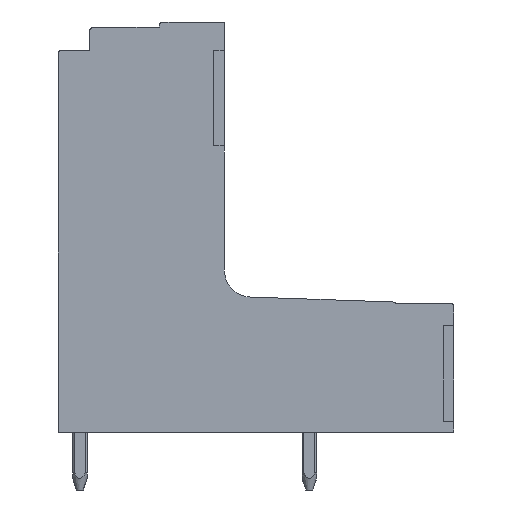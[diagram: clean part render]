
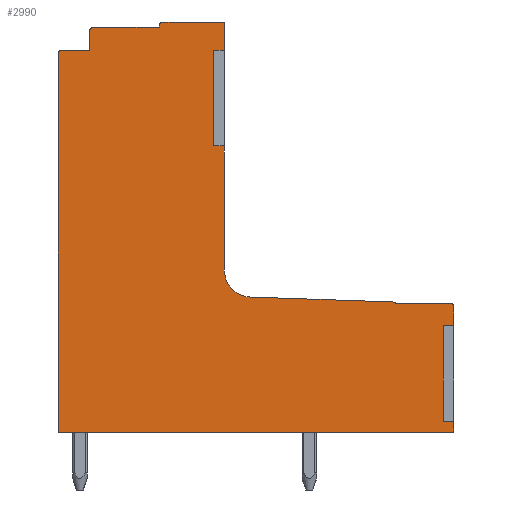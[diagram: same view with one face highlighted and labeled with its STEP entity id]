
A CAD part, left-side view. The second image highlights one B-rep face of the part: STEP entity #2990.
In plain terms, the highlighted planar face has unit normal (-1, 0, 0).
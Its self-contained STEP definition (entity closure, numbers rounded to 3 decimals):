
#2832=AXIS2_PLACEMENT_3D('Circle Axis2P3D',#2830,#2831,$) ;
#2845=AXIS2_PLACEMENT_3D('Plane Axis2P3D',#2842,#2843,#2844) ;
#2856=AXIS2_PLACEMENT_3D('Circle Axis2P3D',#2854,#2855,$) ;
#2870=AXIS2_PLACEMENT_3D('Circle Axis2P3D',#2868,#2869,$) ;
#2884=AXIS2_PLACEMENT_3D('Circle Axis2P3D',#2882,#2883,$) ;
#2896=AXIS2_PLACEMENT_3D('Circle Axis2P3D',#2894,#2895,$) ;
#2917=AXIS2_PLACEMENT_3D('Circle Axis2P3D',#2915,#2916,$) ;
#2938=AXIS2_PLACEMENT_3D('Circle Axis2P3D',#2936,#2937,$) ;
#36=CARTESIAN_POINT('Line Origine',(0.3,0.3,9.1)) ;
#40=CARTESIAN_POINT('Vertex',(0.3,0.,9.1)) ;
#42=CARTESIAN_POINT('Vertex',(0.3,0.6,9.1)) ;
#76=CARTESIAN_POINT('Line Origine',(0.3,0.6,6.45)) ;
#80=CARTESIAN_POINT('Vertex',(0.3,0.6,3.8)) ;
#135=CARTESIAN_POINT('Vertex',(0.3,0.,3.8)) ;
#155=CARTESIAN_POINT('Line Origine',(0.3,0.3,3.8)) ;
#172=CARTESIAN_POINT('Line Origine',(0.3,13.,24.34)) ;
#176=CARTESIAN_POINT('Vertex',(0.3,12.7,24.34)) ;
#178=CARTESIAN_POINT('Vertex',(0.3,13.3,24.34)) ;
#212=CARTESIAN_POINT('Line Origine',(0.3,13.3,21.69)) ;
#216=CARTESIAN_POINT('Vertex',(0.3,13.3,19.04)) ;
#266=CARTESIAN_POINT('Vertex',(0.3,12.7,19.04)) ;
#286=CARTESIAN_POINT('Line Origine',(0.3,13.,19.04)) ;
#977=CARTESIAN_POINT('Vertex',(0.3,12.7,25.8)) ;
#980=CARTESIAN_POINT('Line Origine',(0.3,12.7,25.07)) ;
#985=CARTESIAN_POINT('Line Origine',(0.3,12.7,15.61)) ;
#989=CARTESIAN_POINT('Vertex',(0.3,12.7,12.179)) ;
#2827=CARTESIAN_POINT('Vertex',(0.3,12.8,25.9)) ;
#2830=CARTESIAN_POINT('Axis2P3D Location',(0.3,12.8,25.8)) ;
#2842=CARTESIAN_POINT('Axis2P3D Location',(0.3,0.,0.)) ;
#2847=CARTESIAN_POINT('Line Origine',(0.3,0.,9.65)) ;
#2851=CARTESIAN_POINT('Vertex',(0.3,0.,10.2)) ;
#2854=CARTESIAN_POINT('Axis2P3D Location',(0.3,0.1,10.2)) ;
#2858=CARTESIAN_POINT('Vertex',(0.3,0.1,10.3)) ;
#2861=CARTESIAN_POINT('Line Origine',(0.3,1.65,10.3)) ;
#2865=CARTESIAN_POINT('Vertex',(0.3,3.2,10.3)) ;
#2868=CARTESIAN_POINT('Axis2P3D Location',(0.3,3.406,10.152)) ;
#2872=CARTESIAN_POINT('Vertex',(0.3,3.397,10.406)) ;
#2875=CARTESIAN_POINT('Line Origine',(0.3,7.325,10.543)) ;
#2879=CARTESIAN_POINT('Vertex',(0.3,11.252,10.68)) ;
#2882=CARTESIAN_POINT('Axis2P3D Location',(0.3,11.2,12.179)) ;
#2887=CARTESIAN_POINT('Line Origine',(0.3,14.45,25.9)) ;
#2891=CARTESIAN_POINT('Vertex',(0.3,16.1,25.9)) ;
#2894=CARTESIAN_POINT('Axis2P3D Location',(0.3,16.1,25.7)) ;
#2898=CARTESIAN_POINT('Vertex',(0.3,16.3,25.7)) ;
#2901=CARTESIAN_POINT('Line Origine',(0.3,16.3,25.65)) ;
#2905=CARTESIAN_POINT('Vertex',(0.3,16.3,25.6)) ;
#2908=CARTESIAN_POINT('Line Origine',(0.3,18.125,25.6)) ;
#2912=CARTESIAN_POINT('Vertex',(0.3,19.95,25.6)) ;
#2915=CARTESIAN_POINT('Axis2P3D Location',(0.3,19.95,25.4)) ;
#2919=CARTESIAN_POINT('Vertex',(0.3,20.15,25.4)) ;
#2922=CARTESIAN_POINT('Line Origine',(0.3,20.15,24.87)) ;
#2926=CARTESIAN_POINT('Vertex',(0.3,20.15,24.34)) ;
#2929=CARTESIAN_POINT('Line Origine',(0.3,20.925,24.34)) ;
#2933=CARTESIAN_POINT('Vertex',(0.3,21.7,24.34)) ;
#2936=CARTESIAN_POINT('Axis2P3D Location',(0.3,21.7,24.14)) ;
#2940=CARTESIAN_POINT('Vertex',(0.3,21.9,24.14)) ;
#2943=CARTESIAN_POINT('Line Origine',(0.3,21.9,13.67)) ;
#2947=CARTESIAN_POINT('Vertex',(0.3,21.9,3.2)) ;
#2950=CARTESIAN_POINT('Line Origine',(0.3,10.95,3.2)) ;
#2954=CARTESIAN_POINT('Vertex',(0.3,0.,3.2)) ;
#2957=CARTESIAN_POINT('Line Origine',(0.3,0.,3.5)) ;
#37=DIRECTION('Vector Direction',(0.,-1.,0.)) ;
#77=DIRECTION('Vector Direction',(0.,0.,1.)) ;
#156=DIRECTION('Vector Direction',(0.,1.,0.)) ;
#173=DIRECTION('Vector Direction',(0.,-1.,0.)) ;
#213=DIRECTION('Vector Direction',(0.,0.,1.)) ;
#287=DIRECTION('Vector Direction',(0.,1.,0.)) ;
#981=DIRECTION('Vector Direction',(0.,0.,-1.)) ;
#986=DIRECTION('Vector Direction',(0.,0.,-1.)) ;
#2831=DIRECTION('Axis2P3D Direction',(-1.,0.,0.)) ;
#2843=DIRECTION('Axis2P3D Direction',(-1.,0.,0.)) ;
#2844=DIRECTION('Axis2P3D XDirection',(0.,0.,1.)) ;
#2848=DIRECTION('Vector Direction',(0.,0.,-1.)) ;
#2855=DIRECTION('Axis2P3D Direction',(-1.,0.,0.)) ;
#2862=DIRECTION('Vector Direction',(0.,-1.,0.)) ;
#2869=DIRECTION('Axis2P3D Direction',(-1.,0.,0.)) ;
#2876=DIRECTION('Vector Direction',(0.,-0.999,-0.035)) ;
#2883=DIRECTION('Axis2P3D Direction',(-1.,0.,0.)) ;
#2888=DIRECTION('Vector Direction',(0.,-1.,0.)) ;
#2895=DIRECTION('Axis2P3D Direction',(-1.,0.,0.)) ;
#2902=DIRECTION('Vector Direction',(0.,0.,1.)) ;
#2909=DIRECTION('Vector Direction',(0.,-1.,0.)) ;
#2916=DIRECTION('Axis2P3D Direction',(-1.,0.,0.)) ;
#2923=DIRECTION('Vector Direction',(0.,0.,1.)) ;
#2930=DIRECTION('Vector Direction',(0.,-1.,0.)) ;
#2937=DIRECTION('Axis2P3D Direction',(-1.,0.,0.)) ;
#2944=DIRECTION('Vector Direction',(0.,0.,1.)) ;
#2951=DIRECTION('Vector Direction',(0.,1.,0.)) ;
#2958=DIRECTION('Vector Direction',(0.,0.,-1.)) ;
#38=VECTOR('Line Direction',#37,1.) ;
#78=VECTOR('Line Direction',#77,1.) ;
#157=VECTOR('Line Direction',#156,1.) ;
#174=VECTOR('Line Direction',#173,1.) ;
#214=VECTOR('Line Direction',#213,1.) ;
#288=VECTOR('Line Direction',#287,1.) ;
#982=VECTOR('Line Direction',#981,1.) ;
#987=VECTOR('Line Direction',#986,1.) ;
#2849=VECTOR('Line Direction',#2848,1.) ;
#2863=VECTOR('Line Direction',#2862,1.) ;
#2877=VECTOR('Line Direction',#2876,1.) ;
#2889=VECTOR('Line Direction',#2888,1.) ;
#2903=VECTOR('Line Direction',#2902,1.) ;
#2910=VECTOR('Line Direction',#2909,1.) ;
#2924=VECTOR('Line Direction',#2923,1.) ;
#2931=VECTOR('Line Direction',#2930,1.) ;
#2945=VECTOR('Line Direction',#2944,1.) ;
#2952=VECTOR('Line Direction',#2951,1.) ;
#2959=VECTOR('Line Direction',#2958,1.) ;
#2963=ORIENTED_EDGE('',*,*,#2853,.T.) ;
#2964=ORIENTED_EDGE('',*,*,#2860,.T.) ;
#2965=ORIENTED_EDGE('',*,*,#2867,.T.) ;
#2966=ORIENTED_EDGE('',*,*,#2874,.T.) ;
#2967=ORIENTED_EDGE('',*,*,#2881,.T.) ;
#2968=ORIENTED_EDGE('',*,*,#2886,.T.) ;
#2969=ORIENTED_EDGE('',*,*,#991,.T.) ;
#2970=ORIENTED_EDGE('',*,*,#290,.F.) ;
#2971=ORIENTED_EDGE('',*,*,#218,.F.) ;
#2972=ORIENTED_EDGE('',*,*,#180,.F.) ;
#2973=ORIENTED_EDGE('',*,*,#984,.T.) ;
#2974=ORIENTED_EDGE('',*,*,#2834,.T.) ;
#2975=ORIENTED_EDGE('',*,*,#2893,.T.) ;
#2976=ORIENTED_EDGE('',*,*,#2900,.T.) ;
#2977=ORIENTED_EDGE('',*,*,#2907,.T.) ;
#2978=ORIENTED_EDGE('',*,*,#2914,.T.) ;
#2979=ORIENTED_EDGE('',*,*,#2921,.T.) ;
#2980=ORIENTED_EDGE('',*,*,#2928,.T.) ;
#2981=ORIENTED_EDGE('',*,*,#2935,.T.) ;
#2982=ORIENTED_EDGE('',*,*,#2942,.T.) ;
#2983=ORIENTED_EDGE('',*,*,#2949,.T.) ;
#2984=ORIENTED_EDGE('',*,*,#2956,.T.) ;
#2985=ORIENTED_EDGE('',*,*,#2961,.T.) ;
#2986=ORIENTED_EDGE('',*,*,#159,.F.) ;
#2987=ORIENTED_EDGE('',*,*,#82,.F.) ;
#2988=ORIENTED_EDGE('',*,*,#44,.F.) ;
#2990=ADVANCED_FACE('HOUSING',(#2989),#2846,.T.) ;
#2833=CIRCLE('generated circle',#2832,0.1) ;
#2857=CIRCLE('generated circle',#2856,0.1) ;
#2871=CIRCLE('generated circle',#2870,0.253) ;
#2885=CIRCLE('generated circle',#2884,1.5) ;
#2897=CIRCLE('generated circle',#2896,0.2) ;
#2918=CIRCLE('generated circle',#2917,0.2) ;
#2939=CIRCLE('generated circle',#2938,0.2) ;
#44=EDGE_CURVE('',#41,#43,#39,.F.) ;
#82=EDGE_CURVE('',#43,#81,#79,.F.) ;
#159=EDGE_CURVE('',#81,#136,#158,.F.) ;
#180=EDGE_CURVE('',#177,#179,#175,.F.) ;
#218=EDGE_CURVE('',#179,#217,#215,.F.) ;
#290=EDGE_CURVE('',#217,#267,#289,.F.) ;
#984=EDGE_CURVE('',#177,#978,#983,.F.) ;
#991=EDGE_CURVE('',#990,#267,#988,.F.) ;
#2834=EDGE_CURVE('',#978,#2828,#2833,.T.) ;
#2853=EDGE_CURVE('',#41,#2852,#2850,.F.) ;
#2860=EDGE_CURVE('',#2852,#2859,#2857,.T.) ;
#2867=EDGE_CURVE('',#2859,#2866,#2864,.F.) ;
#2874=EDGE_CURVE('',#2866,#2873,#2871,.T.) ;
#2881=EDGE_CURVE('',#2873,#2880,#2878,.F.) ;
#2886=EDGE_CURVE('',#2880,#990,#2885,.F.) ;
#2893=EDGE_CURVE('',#2828,#2892,#2890,.F.) ;
#2900=EDGE_CURVE('',#2892,#2899,#2897,.T.) ;
#2907=EDGE_CURVE('',#2899,#2906,#2904,.F.) ;
#2914=EDGE_CURVE('',#2906,#2913,#2911,.F.) ;
#2921=EDGE_CURVE('',#2913,#2920,#2918,.T.) ;
#2928=EDGE_CURVE('',#2920,#2927,#2925,.F.) ;
#2935=EDGE_CURVE('',#2927,#2934,#2932,.F.) ;
#2942=EDGE_CURVE('',#2934,#2941,#2939,.T.) ;
#2949=EDGE_CURVE('',#2941,#2948,#2946,.F.) ;
#2956=EDGE_CURVE('',#2948,#2955,#2953,.F.) ;
#2961=EDGE_CURVE('',#2955,#136,#2960,.F.) ;
#2962=EDGE_LOOP('',(#2963,#2964,#2965,#2966,#2967,#2968,#2969,#2970,#2971,#2972,#2973,#2974,#2975,#2976,#2977,#2978,#2979,#2980,#2981,#2982,#2983,#2984,#2985,#2986,#2987,#2988)) ;
#2989=FACE_OUTER_BOUND('',#2962,.T.) ;
#39=LINE('Line',#36,#38) ;
#79=LINE('Line',#76,#78) ;
#158=LINE('Line',#155,#157) ;
#175=LINE('Line',#172,#174) ;
#215=LINE('Line',#212,#214) ;
#289=LINE('Line',#286,#288) ;
#983=LINE('Line',#980,#982) ;
#988=LINE('Line',#985,#987) ;
#2850=LINE('Line',#2847,#2849) ;
#2864=LINE('Line',#2861,#2863) ;
#2878=LINE('Line',#2875,#2877) ;
#2890=LINE('Line',#2887,#2889) ;
#2904=LINE('Line',#2901,#2903) ;
#2911=LINE('Line',#2908,#2910) ;
#2925=LINE('Line',#2922,#2924) ;
#2932=LINE('Line',#2929,#2931) ;
#2946=LINE('Line',#2943,#2945) ;
#2953=LINE('Line',#2950,#2952) ;
#2960=LINE('Line',#2957,#2959) ;
#2846=PLANE('',#2845) ;
#41=VERTEX_POINT('',#40) ;
#43=VERTEX_POINT('',#42) ;
#81=VERTEX_POINT('',#80) ;
#136=VERTEX_POINT('',#135) ;
#177=VERTEX_POINT('',#176) ;
#179=VERTEX_POINT('',#178) ;
#217=VERTEX_POINT('',#216) ;
#267=VERTEX_POINT('',#266) ;
#978=VERTEX_POINT('',#977) ;
#990=VERTEX_POINT('',#989) ;
#2828=VERTEX_POINT('',#2827) ;
#2852=VERTEX_POINT('',#2851) ;
#2859=VERTEX_POINT('',#2858) ;
#2866=VERTEX_POINT('',#2865) ;
#2873=VERTEX_POINT('',#2872) ;
#2880=VERTEX_POINT('',#2879) ;
#2892=VERTEX_POINT('',#2891) ;
#2899=VERTEX_POINT('',#2898) ;
#2906=VERTEX_POINT('',#2905) ;
#2913=VERTEX_POINT('',#2912) ;
#2920=VERTEX_POINT('',#2919) ;
#2927=VERTEX_POINT('',#2926) ;
#2934=VERTEX_POINT('',#2933) ;
#2941=VERTEX_POINT('',#2940) ;
#2948=VERTEX_POINT('',#2947) ;
#2955=VERTEX_POINT('',#2954) ;
